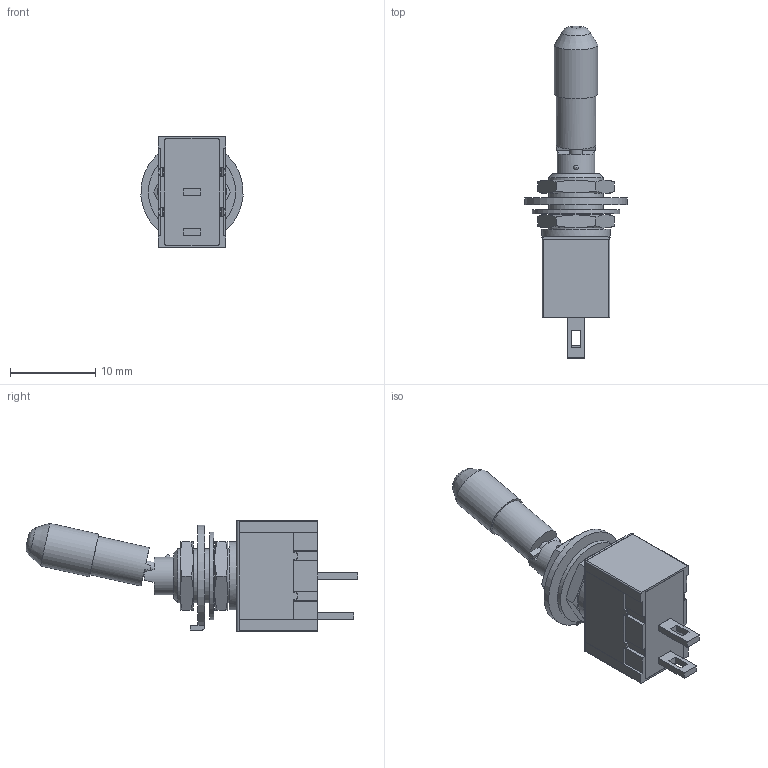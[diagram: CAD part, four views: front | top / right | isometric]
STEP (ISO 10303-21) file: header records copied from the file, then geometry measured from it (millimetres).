
FILE_DESCRIPTION(/* description */ ('STEP AP214'),/* implementation_level */ '2;1');
FILE_NAME(/* name */ 'MN11LL1W01-C',/* time_stamp */ '2025-10-09T21:29:53+02:00',/* author */ ('License CC BY-ND 4.0'),/* organization */ ('CADENAS'),/* preprocessor_version */ 'ST-DEVELOPER v19.3',/* originating_system */ 'PARTsolutions',/* authorisation */ ' ');
FILE_SCHEMA (('AUTOMOTIVE_DESIGN {1 0 10303 214 3 1 1}'));
Length unit declared in the file: inch
Products named in the file (10): MN11LL1W01-C; M20113LL1W01-C-switch; M201L1M201-bushing; M20L1M20L11-contact; M20L-toggles; M20L-C-caps; AT513H; AT507H; AT509; M201101-terminals
Assembly tree (10 placements, depth 2):
  MN11LL1W01-C
    M20113LL1W01-C-switch
    M201L1M201-bushing
    M20L1M20L11-contact
    M20L-toggles
    M20L-C-caps
    AT513H  x2
    AT507H
    AT509
    M201101-terminals
Bounding box: 11.95 x 38.89 x 13 mm (x, y, z)
Volume: 1678.7 mm3; surface area: 2590.2 mm2
Topology: 10 solids, 10 shells, 260 faces, 682 edges, 447 vertices
Faces by surface type: plane 173, cylinder 55, cone 30, sphere 1, torus 1
Full cylindrical faces by diameter (mm): 1.524 x1, 4.445 x2, 4.597 x1, 5.105 x1, 5.367 x2, 10.211 x1
Entity records: 7511 total; most frequent: CARTESIAN_POINT 1346, DIRECTION 1227, ORIENTED_EDGE 1216, EDGE_CURVE 608, LINE 431, VECTOR 431, VERTEX_POINT 406, AXIS2_PLACEMENT_3D 398
